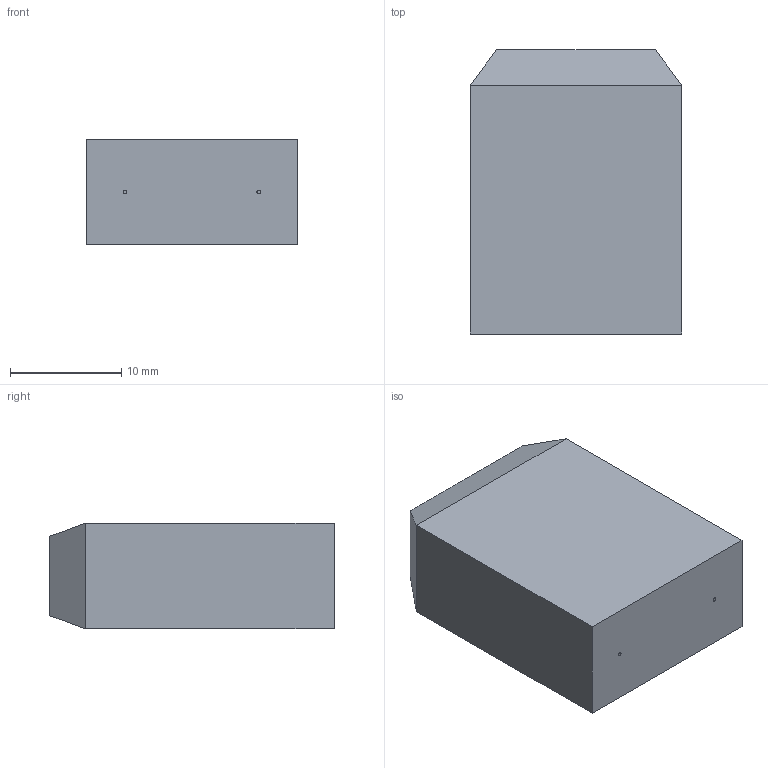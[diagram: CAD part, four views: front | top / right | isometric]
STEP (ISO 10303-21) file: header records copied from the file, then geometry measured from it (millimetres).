
FILE_DESCRIPTION (( 'STEP AP214' ), '1' );
FILE_NAME ( 'CAPPRR1150W60L1900T950H2550M.step', '2020-4-29T11:25:8', ( '' ), ( '' ), 'EDABuilder', 'EMA Design Automation', '' );
FILE_SCHEMA (( 'AUTOMOTIVE_DESIGN' ));
Length unit declared in the file: millimetre
Products named in the file (1): face1_BC
Bounding box: 19 x 25.5 x 9.5 mm (x, y, z)
Volume: 4467.2 mm3; surface area: 1713.3 mm2
Topology: 3 solids, 3 shells, 16 faces, 24 edges, 14 vertices
Faces by surface type: plane 14, cylinder 2
Full cylindrical faces by diameter (mm): 0.325 x2
Entity records: 445 total; most frequent: DIRECTION 68, CARTESIAN_POINT 60, ORIENTED_EDGE 48, EDGE_CURVE 24, AXIS2_PLACEMENT_3D 24, LINE 20, VECTOR 20, EDGE_LOOP 18
